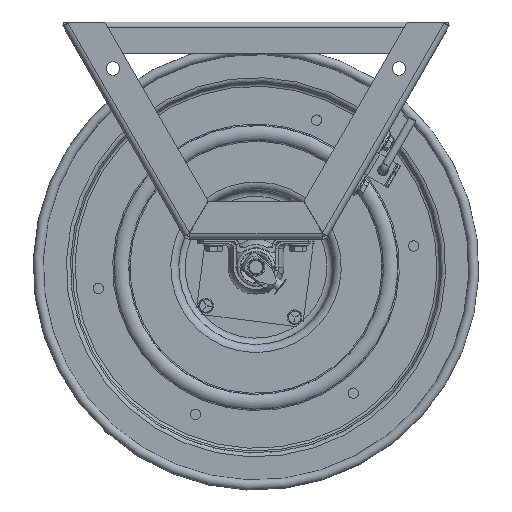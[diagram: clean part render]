
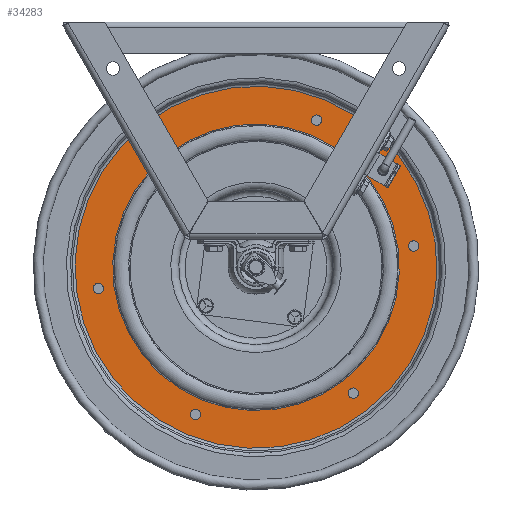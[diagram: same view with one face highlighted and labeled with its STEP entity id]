
A CAD part, front view. The second image highlights one B-rep face of the part: STEP entity #34283.
In plain terms, the highlighted planar face has unit normal (0, -1, 0).
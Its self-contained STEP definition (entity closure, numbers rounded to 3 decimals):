
#2206=FACE_BOUND('',#5789,.T.);
#2207=FACE_BOUND('',#5790,.T.);
#2208=FACE_BOUND('',#5791,.T.);
#2209=FACE_BOUND('',#5792,.T.);
#2210=FACE_BOUND('',#5793,.T.);
#2211=FACE_BOUND('',#5794,.T.);
#2212=FACE_BOUND('',#5795,.T.);
#2769=PLANE('',#36715);
#4036=FACE_OUTER_BOUND('',#5788,.T.);
#5788=EDGE_LOOP('',(#28924,#28925));
#5789=EDGE_LOOP('',(#28926,#28927));
#5790=EDGE_LOOP('',(#28928));
#5791=EDGE_LOOP('',(#28929));
#5792=EDGE_LOOP('',(#28930));
#5793=EDGE_LOOP('',(#28931));
#5794=EDGE_LOOP('',(#28932));
#5795=EDGE_LOOP('',(#28933));
#12310=CIRCLE('',#36712,5.667);
#12312=CIRCLE('',#36714,5.667);
#12313=CIRCLE('',#36716,7.159);
#12314=CIRCLE('',#36717,7.159);
#12315=CIRCLE('',#36718,0.205);
#12316=CIRCLE('',#36719,0.205);
#12317=CIRCLE('',#36720,0.205);
#12318=CIRCLE('',#36721,0.205);
#12319=CIRCLE('',#36722,0.205);
#12320=CIRCLE('',#36723,0.205);
#15889=VERTEX_POINT('',#66123);
#15890=VERTEX_POINT('',#66124);
#15891=VERTEX_POINT('',#66129);
#15892=VERTEX_POINT('',#66130);
#15893=VERTEX_POINT('',#66133);
#15894=VERTEX_POINT('',#66135);
#15895=VERTEX_POINT('',#66137);
#15896=VERTEX_POINT('',#66139);
#15897=VERTEX_POINT('',#66141);
#15898=VERTEX_POINT('',#66143);
#20966=EDGE_CURVE('',#15889,#15890,#12310,.T.);
#20968=EDGE_CURVE('',#15890,#15889,#12312,.T.);
#20969=EDGE_CURVE('',#15891,#15892,#12313,.T.);
#20970=EDGE_CURVE('',#15892,#15891,#12314,.T.);
#20971=EDGE_CURVE('',#15893,#15893,#12315,.T.);
#20972=EDGE_CURVE('',#15894,#15894,#12316,.T.);
#20973=EDGE_CURVE('',#15895,#15895,#12317,.T.);
#20974=EDGE_CURVE('',#15896,#15896,#12318,.T.);
#20975=EDGE_CURVE('',#15897,#15897,#12319,.T.);
#20976=EDGE_CURVE('',#15898,#15898,#12320,.T.);
#28924=ORIENTED_EDGE('',*,*,#20969,.T.);
#28925=ORIENTED_EDGE('',*,*,#20970,.T.);
#28926=ORIENTED_EDGE('',*,*,#20966,.F.);
#28927=ORIENTED_EDGE('',*,*,#20968,.F.);
#28928=ORIENTED_EDGE('',*,*,#20971,.T.);
#28929=ORIENTED_EDGE('',*,*,#20972,.T.);
#28930=ORIENTED_EDGE('',*,*,#20973,.T.);
#28931=ORIENTED_EDGE('',*,*,#20974,.T.);
#28932=ORIENTED_EDGE('',*,*,#20975,.T.);
#28933=ORIENTED_EDGE('',*,*,#20976,.T.);
#34283=ADVANCED_FACE('',(#4036,#2206,#2207,#2208,#2209,#2210,#2211,#2212),
#2769,.T.);
#36712=AXIS2_PLACEMENT_3D('',#66125,#43137,#43138);
#36714=AXIS2_PLACEMENT_3D('',#66127,#43141,#43142);
#36715=AXIS2_PLACEMENT_3D('',#66128,#43143,#43144);
#36716=AXIS2_PLACEMENT_3D('',#66131,#43145,#43146);
#36717=AXIS2_PLACEMENT_3D('',#66132,#43147,#43148);
#36718=AXIS2_PLACEMENT_3D('',#66134,#43149,#43150);
#36719=AXIS2_PLACEMENT_3D('',#66136,#43151,#43152);
#36720=AXIS2_PLACEMENT_3D('',#66138,#43153,#43154);
#36721=AXIS2_PLACEMENT_3D('',#66140,#43155,#43156);
#36722=AXIS2_PLACEMENT_3D('',#66142,#43157,#43158);
#36723=AXIS2_PLACEMENT_3D('',#66144,#43159,#43160);
#43137=DIRECTION('center_axis',(0.,-1.,0.));
#43138=DIRECTION('ref_axis',(0.792,0.,0.611));
#43141=DIRECTION('center_axis',(0.,-1.,0.));
#43142=DIRECTION('ref_axis',(0.792,0.,0.611));
#43143=DIRECTION('center_axis',(0.,-1.,0.));
#43144=DIRECTION('ref_axis',(0.611,0.,-0.792));
#43145=DIRECTION('center_axis',(0.,-1.,0.));
#43146=DIRECTION('ref_axis',(0.792,0.,0.611));
#43147=DIRECTION('center_axis',(0.,-1.,0.));
#43148=DIRECTION('ref_axis',(0.792,0.,0.611));
#43149=DIRECTION('center_axis',(0.,1.,0.));
#43150=DIRECTION('ref_axis',(-0.792,0.,-0.611));
#43151=DIRECTION('center_axis',(0.,1.,0.));
#43152=DIRECTION('ref_axis',(-0.925,0.,0.38));
#43153=DIRECTION('center_axis',(0.,1.,0.));
#43154=DIRECTION('ref_axis',(-0.133,0.,0.991));
#43155=DIRECTION('center_axis',(0.,1.,0.));
#43156=DIRECTION('ref_axis',(0.792,0.,0.611));
#43157=DIRECTION('center_axis',(0.,1.,0.));
#43158=DIRECTION('ref_axis',(0.925,0.,-0.38));
#43159=DIRECTION('center_axis',(0.,1.,0.));
#43160=DIRECTION('ref_axis',(0.133,0.,-0.991));
#66123=CARTESIAN_POINT('',(4.486,-4.153,3.453));
#66124=CARTESIAN_POINT('',(-3.463,-4.153,4.476));
#66125=CARTESIAN_POINT('Origin',(0.,-4.153,
-0.01));
#66127=CARTESIAN_POINT('Origin',(0.,-4.153,
-0.01));
#66128=CARTESIAN_POINT('Origin',(5.076,-4.153,3.909));
#66129=CARTESIAN_POINT('',(5.667,-4.153,4.365));
#66130=CARTESIAN_POINT('',(-4.375,-4.153,5.657));
#66131=CARTESIAN_POINT('Origin',(0.,-4.153,
-0.01));
#66132=CARTESIAN_POINT('Origin',(0.,-4.153,
-0.01));
#66133=CARTESIAN_POINT('',(-3.682,-4.153,5.094));
#66134=CARTESIAN_POINT('Origin',(-3.844,-4.153,4.969));
#66135=CARTESIAN_POINT('',(2.579,-4.153,5.73));
#66136=CARTESIAN_POINT('Origin',(2.39,-4.153,5.808));
#66137=CARTESIAN_POINT('',(6.261,-4.153,0.626));
#66138=CARTESIAN_POINT('Origin',(6.234,-4.153,0.83));
#66139=CARTESIAN_POINT('',(3.682,-4.153,-5.114));
#66140=CARTESIAN_POINT('Origin',(3.844,-4.153,-4.989));
#66141=CARTESIAN_POINT('',(-2.579,-4.153,-5.75));
#66142=CARTESIAN_POINT('Origin',(-2.39,-4.153,-5.828));
#66143=CARTESIAN_POINT('',(-6.261,-4.153,-0.646));
#66144=CARTESIAN_POINT('Origin',(-6.234,-4.153,-0.85));
